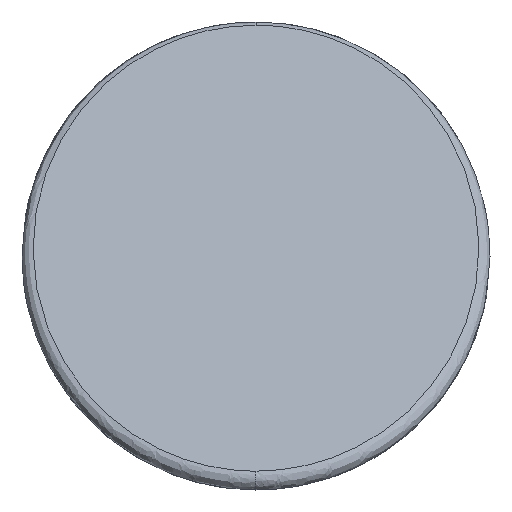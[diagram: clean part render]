
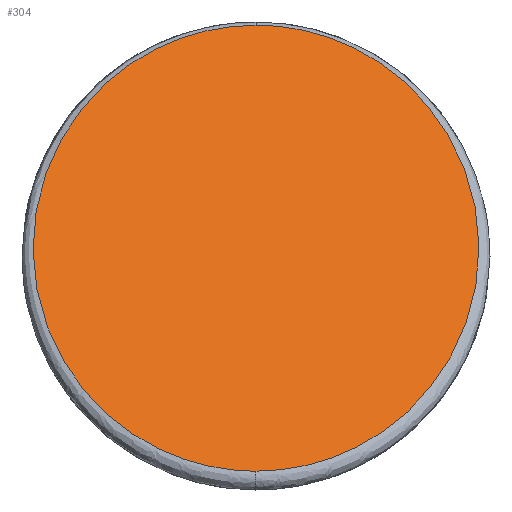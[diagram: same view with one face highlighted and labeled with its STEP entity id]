
A CAD part, left-side view. The second image highlights one B-rep face of the part: STEP entity #304.
In plain terms, the highlighted planar face has unit normal (-0.707, 0, 0.707).
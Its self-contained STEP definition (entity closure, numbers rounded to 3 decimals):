
#3 = CARTESIAN_POINT ( 'NONE',  ( -38.893, 0., 20.907 ) ) ;
#34 = VERTEX_POINT ( 'NONE', #426 ) ;
#68 = CARTESIAN_POINT ( 'NONE',  ( -38.893, 0., 20.907 ) ) ;
#98 = CARTESIAN_POINT ( 'NONE',  ( -79.293, 40.4, -19.493 ) ) ;
#161 = CARTESIAN_POINT ( 'NONE',  ( -79.293, -40.4, -19.493 ) ) ;
#199 = AXIS2_PLACEMENT_3D ( 'NONE', #771, #223, #760 ) ;
#223 = DIRECTION ( 'NONE',  ( -0.707, 0., 0.707 ) ) ;
#239 = EDGE_LOOP ( 'NONE', ( #1161, #769 ) ) ;
#288 = CARTESIAN_POINT ( 'NONE',  ( -38.893, 40.4, 20.907 ) ) ;
#304 = ADVANCED_FACE ( 'NONE', ( #587 ), #403, .T. ) ;
#327 = CARTESIAN_POINT ( 'NONE',  ( -38.893, 0., 20.907 ) ) ;
#403 = PLANE ( 'NONE',  #199 ) ;
#426 = CARTESIAN_POINT ( 'NONE',  ( -79.293, 0., -19.493 ) ) ;
#491 =( BOUNDED_CURVE ( )  B_SPLINE_CURVE ( 3, ( #625, #161, #530, #68 ),
 .UNSPECIFIED., .F., .F. ) 
 B_SPLINE_CURVE_WITH_KNOTS ( ( 4, 4 ),
 ( 0., 3.142 ),
 .UNSPECIFIED. ) 
 CURVE ( )  GEOMETRIC_REPRESENTATION_ITEM ( )  RATIONAL_B_SPLINE_CURVE ( ( 1., 0.333, 0.333, 1. ) ) 
 REPRESENTATION_ITEM ( '' )  );
#530 = CARTESIAN_POINT ( 'NONE',  ( -38.893, -40.4, 20.907 ) ) ;
#587 = FACE_OUTER_BOUND ( 'NONE', #239, .T. ) ;
#623 =( BOUNDED_CURVE ( )  B_SPLINE_CURVE ( 3, ( #3, #288, #98, #1197 ),
 .UNSPECIFIED., .F., .T. ) 
 B_SPLINE_CURVE_WITH_KNOTS ( ( 4, 4 ),
 ( 3.142, 6.283 ),
 .UNSPECIFIED. ) 
 CURVE ( )  GEOMETRIC_REPRESENTATION_ITEM ( )  RATIONAL_B_SPLINE_CURVE ( ( 1., 0.333, 0.333, 1. ) ) 
 REPRESENTATION_ITEM ( '' )  );
#625 = CARTESIAN_POINT ( 'NONE',  ( -79.293, 0., -19.493 ) ) ;
#649 = VERTEX_POINT ( 'NONE', #327 ) ;
#760 = DIRECTION ( 'NONE',  ( 0.707, 0., 0.707 ) ) ;
#769 = ORIENTED_EDGE ( 'NONE', *, *, #1109, .T. ) ;
#771 = CARTESIAN_POINT ( 'NONE',  ( -81., -21.2, -21.2 ) ) ;
#806 = EDGE_CURVE ( 'NONE', #34, #649, #491, .T. ) ;
#1109 = EDGE_CURVE ( 'NONE', #649, #34, #623, .T. ) ;
#1161 = ORIENTED_EDGE ( 'NONE', *, *, #806, .T. ) ;
#1197 = CARTESIAN_POINT ( 'NONE',  ( -79.293, 0., -19.493 ) ) ;
